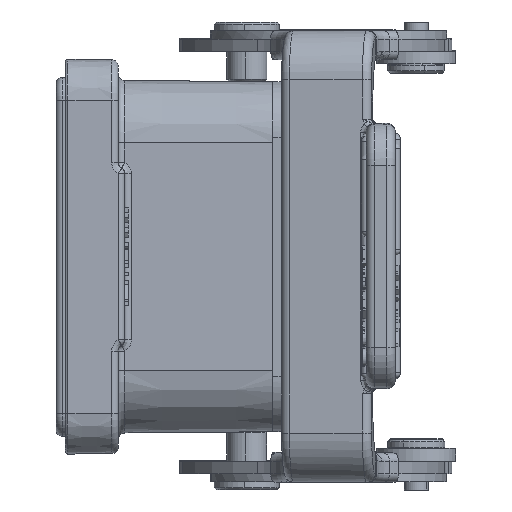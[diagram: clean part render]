
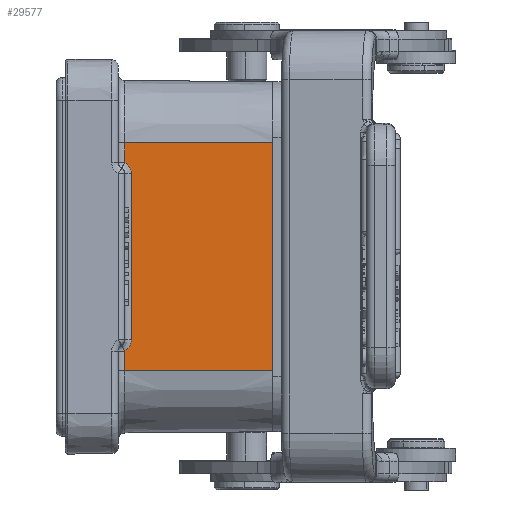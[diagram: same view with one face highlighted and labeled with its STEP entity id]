
A CAD part, left-side view. The second image highlights one B-rep face of the part: STEP entity #29577.
In plain terms, the highlighted planar face has unit normal (-1, -0.009, 0).
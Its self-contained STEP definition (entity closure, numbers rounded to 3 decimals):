
#191=DIRECTION('',(0.009,-1.,0.));
#192=VECTOR('',#191,18.208);
#193=CARTESIAN_POINT('',(-46.909,18.207,-14.));
#194=LINE('',#193,#192);
#1722=DIRECTION('',(-0.009,1.,0.));
#1723=VECTOR('',#1722,18.208);
#1724=CARTESIAN_POINT('',(-46.75,0.,14.));
#1725=LINE('',#1724,#1723);
#1770=DIRECTION('',(0.,0.,1.));
#1771=VECTOR('',#1770,28.);
#1772=CARTESIAN_POINT('',(-46.75,0.,-14.));
#1773=LINE('',#1772,#1771);
#1796=CARTESIAN_POINT('',(-46.909,18.207,
-11.586));
#1797=CARTESIAN_POINT('',(-46.908,18.083,
-11.514));
#1798=CARTESIAN_POINT('',(-46.906,17.864,
-11.345));
#1799=CARTESIAN_POINT('',(-46.904,17.605,
-11.009));
#1800=CARTESIAN_POINT('',(-46.902,17.444,
-10.617));
#1801=CARTESIAN_POINT('',(-46.902,17.407,
-10.343));
#1802=CARTESIAN_POINT('',(-46.902,17.407,
-10.2));
#1804=CARTESIAN_POINT('',(-46.902,17.407,10.2));
#1805=CARTESIAN_POINT('',(-46.902,17.407,10.343));
#1806=CARTESIAN_POINT('',(-46.902,17.444,10.617));
#1807=CARTESIAN_POINT('',(-46.904,17.605,11.009));
#1808=CARTESIAN_POINT('',(-46.906,17.864,11.345));
#1809=CARTESIAN_POINT('',(-46.908,18.083,11.514));
#1810=CARTESIAN_POINT('',(-46.909,18.207,11.586));
#1816=DIRECTION('',(0.,0.,-1.));
#1817=VECTOR('',#1816,2.414);
#1818=CARTESIAN_POINT('',(-46.909,18.207,14.));
#1819=LINE('',#1818,#1817);
#2891=DIRECTION('',(0.,0.,-1.));
#2892=VECTOR('',#2891,20.4);
#2893=CARTESIAN_POINT('',(-46.902,17.407,10.2));
#2894=LINE('',#2893,#2892);
#3545=DIRECTION('',(0.,0.,-1.));
#3546=VECTOR('',#3545,2.414);
#3547=CARTESIAN_POINT('',(-46.909,18.207,
-11.586));
#3548=LINE('',#3547,#3546);
#21805=CARTESIAN_POINT('',(-46.75,0.,-14.));
#21806=VERTEX_POINT('',#21805);
#21807=CARTESIAN_POINT('',(-46.75,0.,14.));
#21808=VERTEX_POINT('',#21807);
#22179=CARTESIAN_POINT('',(-46.909,18.207,
-11.586));
#22180=VERTEX_POINT('',#22179);
#22181=CARTESIAN_POINT('',(-46.902,17.407,-10.2));
#22182=VERTEX_POINT('',#22181);
#22183=CARTESIAN_POINT('',(-46.902,17.407,
10.2));
#22184=VERTEX_POINT('',#22183);
#22187=CARTESIAN_POINT('',(-46.909,18.207,
14.));
#22188=CARTESIAN_POINT('',(-46.909,18.207,
11.586));
#22189=VERTEX_POINT('',#22187);
#22190=VERTEX_POINT('',#22188);
#22191=CARTESIAN_POINT('',(-46.909,18.207,
-14.));
#22192=VERTEX_POINT('',#22191);
#29557=CARTESIAN_POINT('',(-46.75,0.,-24.066));
#29558=DIRECTION('',(-1.,-0.009,0.));
#29559=DIRECTION('',(0.,0.,-1.));
#29560=AXIS2_PLACEMENT_3D('',#29557,#29558,#29559);
#29561=PLANE('',#29560);
#29563=ORIENTED_EDGE('',*,*,#29562,.F.);
#29564=ORIENTED_EDGE('',*,*,#29463,.F.);
#29565=ORIENTED_EDGE('',*,*,#29522,.F.);
#29566=ORIENTED_EDGE('',*,*,#27481,.F.);
#29568=ORIENTED_EDGE('',*,*,#29567,.F.);
#29570=ORIENTED_EDGE('',*,*,#29569,.T.);
#29572=ORIENTED_EDGE('',*,*,#29571,.F.);
#29574=ORIENTED_EDGE('',*,*,#29573,.T.);
#29575=EDGE_LOOP('',(#29563,#29564,#29565,#29566,#29568,#29570,#29572,#29574));
#29576=FACE_OUTER_BOUND('',#29575,.F.);
#29577=ADVANCED_FACE('',(#29576),#29561,.T.);
#1803=B_SPLINE_CURVE_WITH_KNOTS('',3,(#1796,#1797,#1798,#1799,#1800,#1801,
#1802),.UNSPECIFIED.,.F.,.F.,(4,1,1,1,4),(0.,0.25,0.5,0.75,1.),
.UNSPECIFIED.);
#1811=B_SPLINE_CURVE_WITH_KNOTS('',3,(#1804,#1805,#1806,#1807,#1808,#1809,
#1810),.UNSPECIFIED.,.F.,.F.,(4,1,1,1,4),(0.,0.25,0.5,0.75,1.),
.UNSPECIFIED.);
#27481=EDGE_CURVE('',#22192,#21806,#194,.T.);
#29463=EDGE_CURVE('',#21808,#22189,#1725,.T.);
#29522=EDGE_CURVE('',#21806,#21808,#1773,.T.);
#29562=EDGE_CURVE('',#22189,#22190,#1819,.T.);
#29567=EDGE_CURVE('',#22180,#22192,#3548,.T.);
#29569=EDGE_CURVE('',#22180,#22182,#1803,.T.);
#29571=EDGE_CURVE('',#22184,#22182,#2894,.T.);
#29573=EDGE_CURVE('',#22184,#22190,#1811,.T.);
